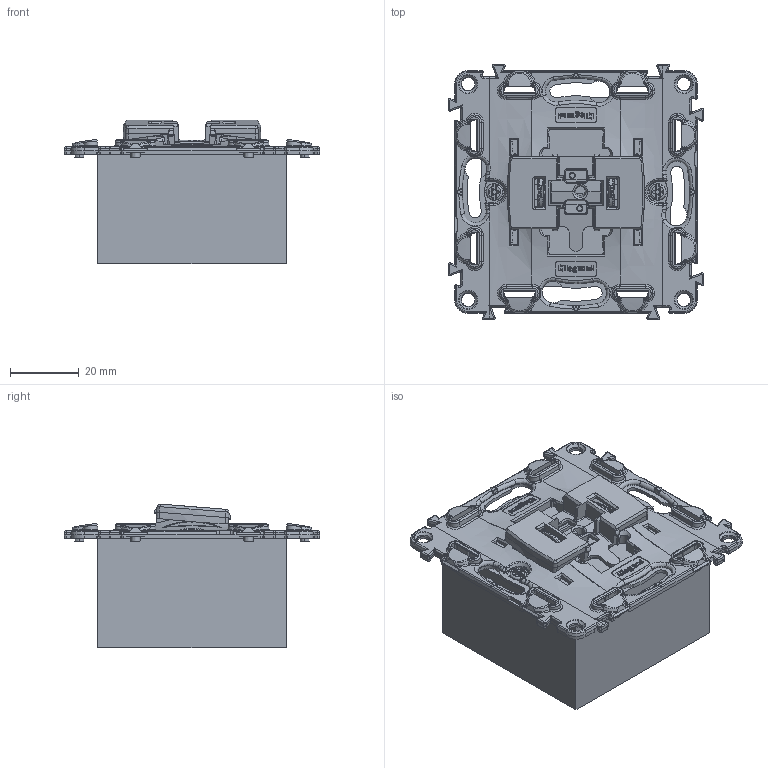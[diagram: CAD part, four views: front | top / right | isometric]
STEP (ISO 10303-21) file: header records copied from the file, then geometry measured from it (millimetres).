
FILE_DESCRIPTION(('CATIA V5 STEP Exchange','CAx-IF Rec.Pracs.--- Model Styling and Organization---1.4--- 2014-01-23'),'2;1');
FILE_NAME('752001_AllCATPart.stp','2020-02-13T09:21:27+00:00',('none'),('none'),'CATIA Version 5-6 Release 2017 SP3','CATIA V5 STEP AP214','none');
FILE_SCHEMA(('AUTOMOTIVE_DESIGN { 1 0 10303 214 1 1 1 1 }'));
Products named in the file (1): 752001_AllCATPart
Bounding box: 74.6 x 74.6 x 42.03 mm (x, y, z)
Volume: 106696.9 mm3; surface area: 27397.9 mm2
Topology: 1 solids, 12 shells, 7835 faces, 22649 edges, 14767 vertices
Faces by surface type: plane 6186, cylinder 676, bspline 592, cone 200, torus 137, sphere 36, extrusion 8
Entity records: 303296 total; most frequent: CARTESIAN_POINT 111315, ORIENTED_EDGE 45174, DIRECTION 27497, EDGE_CURVE 22587, VERTEX_POINT 14767, VECTOR 13425, LINE 13417, B_SPLINE_CURVE_WITH_KNOTS 8056
